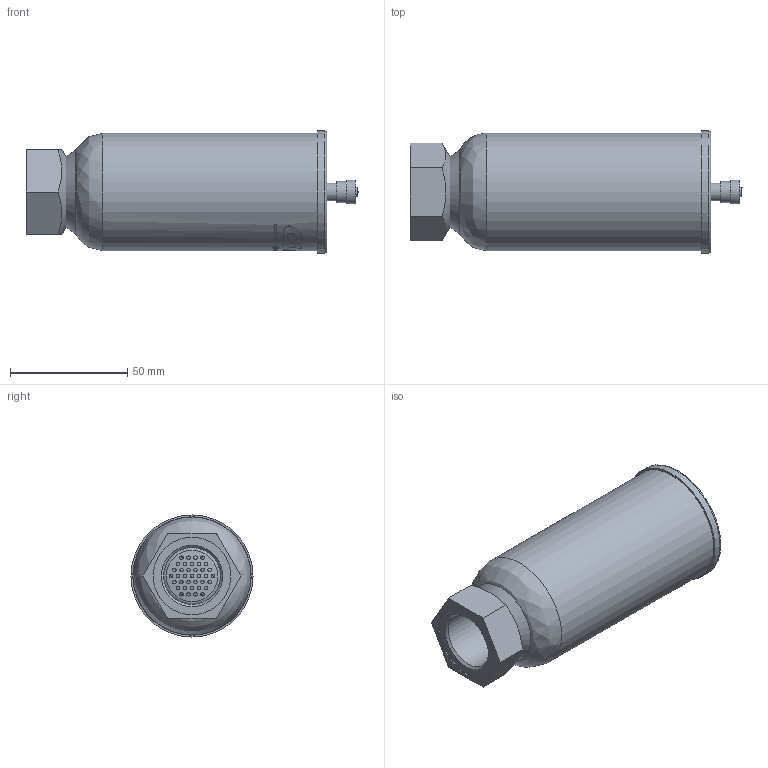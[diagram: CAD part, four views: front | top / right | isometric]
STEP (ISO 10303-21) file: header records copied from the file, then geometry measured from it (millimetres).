
FILE_DESCRIPTION( ( 'Unknown' ), '1' );
FILE_NAME( 'OLG 0,13-50_RF.stp', 'Unknown', ( 'Unknown' ), ( 'Unknown' ), 'PSStep 17.0.49', 'Unknown', ' ' );
FILE_SCHEMA( ( 'AUTOMOTIVE_DESIGN { 1 0 10303 214 1 1 1 1 }' ) );
Length unit declared in the file: millimetre
Products named in the file (15): 102494; 102492; 102493; Kehlnaht 1-oa1; 101408; 101410; 101409; Kehlnaht 1-oa0; Assem1; 101590; 104802; 102684_blase; 102684_firmenschild
Assembly tree (14 placements, depth 3):
  Assem1
    101590
    104802
    102684_blase
    102684_firmenschild
    101408
      101410
      101409
      Kehlnaht 1-oa0
      Kehlnaht 1-oa0
    102494
      102492
      102493
      Kehlnaht 1-oa1
      Kehlnaht 1-oa1
Bounding box: 141.35 x 52 x 52 mm (x, y, z)
Volume: 44781.7 mm3; surface area: 83505.6 mm2
Topology: 12 solids, 13 shells, 325 faces, 753 edges, 486 vertices
Faces by surface type: plane 144, cylinder 103, cone 29, extrusion 22, torus 17, bspline 6, sphere 4
Full cylindrical faces by diameter (mm): 1 x1, 1.5 x37, 1.6 x1, 1.9 x1, 2.05 x1, 2.8 x1, 2.9 x1, 3.4 x2, 3.75 x1, 3.8 x1, 3.9 x1, 4 x1, 4.2 x2, 4.3 x1, 4.597 x1, 5.232 x1, 5.4 x1, 6.9 x1, 6.909 x1, 7.62 x1, 7.8 x2, 9 x1, 10 x1, 11 x3, 24.117 x1, 30 x3, 33 x1, 45 x1, 46 x1, 47 x2
Entity records: 15376 total; most frequent: CARTESIAN_POINT 5586, DIRECTION 1428, ORIENTED_EDGE 1202, AXIS2_PLACEMENT_3D 618, EDGE_CURVE 601, EDGE_LOOP 582, VERTEX_POINT 472, FACE_OUTER_BOUND 429
